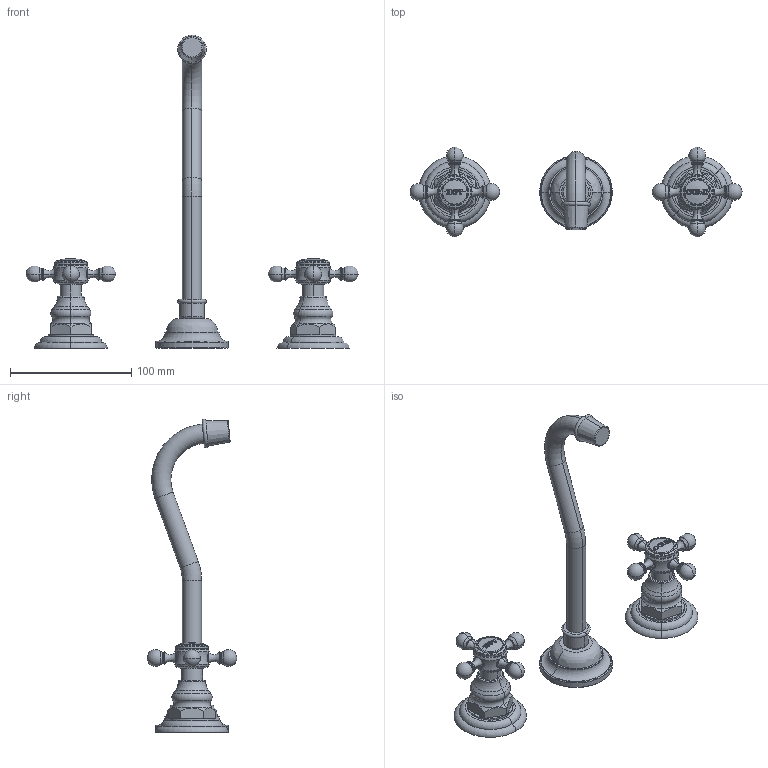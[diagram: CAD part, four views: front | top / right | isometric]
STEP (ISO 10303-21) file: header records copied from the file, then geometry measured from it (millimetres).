
FILE_DESCRIPTION((''),'2;1');
FILE_NAME('3-944_S','2020-11-25T08:48:04',('rsmith'),(''),'CREO PARAMETRIC BY PTC INC, 2018400','CREO PARAMETRIC BY PTC INC, 2018400','');
FILE_SCHEMA(('AUTOMOTIVE_DESIGN { 1 0 10303 214 1 1 1 1 }'));
Length unit declared in the file: inch
Products named in the file (1): 3-944_S
Bounding box: 274.04 x 74.04 x 258.85 mm (x, y, z)
Volume: 235643 mm3; surface area: 53717.7 mm2
Topology: 3 solids, 3 shells, 435 faces, 991 edges, 574 vertices
Faces by surface type: plane 125, torus 118, cylinder 94, cone 48, sphere 32, bspline 10, extrusion 8
Entity records: 19723 total; most frequent: CARTESIAN_POINT 4653, DIRECTION 2273, ORIENTED_EDGE 1942, PRESENTATION_STYLE_ASSIGNMENT 1274, AXIS2_PLACEMENT_3D 1006, STYLED_ITEM 974, CURVE_STYLE 971, EDGE_CURVE 971
